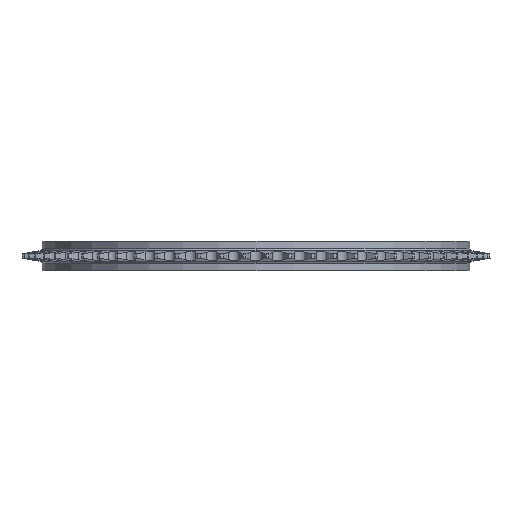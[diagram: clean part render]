
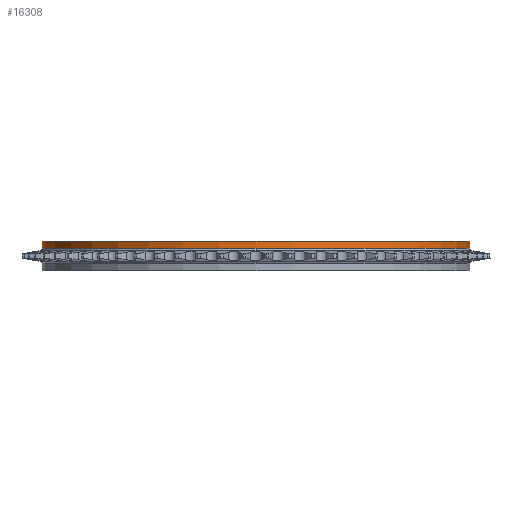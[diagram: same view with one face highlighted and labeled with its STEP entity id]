
A CAD part, front view. The second image highlights one B-rep face of the part: STEP entity #16308.
In plain terms, the highlighted cylindrical face has radius 91.183 mm (diameter 182.366 mm), a partial arc.
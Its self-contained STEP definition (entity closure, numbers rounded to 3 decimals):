
#63 = VERTEX_POINT ( 'NONE', #24082 ) ;
#1036 = ORIENTED_EDGE ( 'NONE', *, *, #3072, .T. ) ;
#3072 = EDGE_CURVE ( 'NONE', #13966, #22272, #6422, .T. ) ;
#5039 = DIRECTION ( 'NONE',  ( 0., -1., 0. ) ) ;
#5040 = VECTOR ( 'NONE', #25914, 1000. ) ;
#5152 = CARTESIAN_POINT ( 'NONE',  ( -91.183, 0., 6.35 ) ) ;
#5360 = AXIS2_PLACEMENT_3D ( 'NONE', #22144, #8045, #5039 ) ;
#5530 = VERTEX_POINT ( 'NONE', #21486 ) ;
#6422 = CIRCLE ( 'NONE', #5360, 91.183 ) ;
#6679 = DIRECTION ( 'NONE',  ( 1., 0., 0. ) ) ;
#6822 = VERTEX_POINT ( 'NONE', #19455 ) ;
#6931 = DIRECTION ( 'NONE',  ( 0., -1., 0. ) ) ;
#7289 = ORIENTED_EDGE ( 'NONE', *, *, #18589, .T. ) ;
#7825 = LINE ( 'NONE', #5152, #5040 ) ;
#8045 = DIRECTION ( 'NONE',  ( 0., 0., 1. ) ) ;
#9176 = ORIENTED_EDGE ( 'NONE', *, *, #26856, .T. ) ;
#9490 = CARTESIAN_POINT ( 'NONE',  ( 0., -91.183, 3.228 ) ) ;
#10239 = AXIS2_PLACEMENT_3D ( 'NONE', #23137, #25470, #30656 ) ;
#11936 = ORIENTED_EDGE ( 'NONE', *, *, #17662, .F. ) ;
#11948 = CARTESIAN_POINT ( 'NONE',  ( 0., 0., 3.228 ) ) ;
#12028 = DIRECTION ( 'NONE',  ( 0., 0., 1. ) ) ;
#12251 = CIRCLE ( 'NONE', #20274, 91.183 ) ;
#13891 = DIRECTION ( 'NONE',  ( 0., 0., -1. ) ) ;
#13908 = CIRCLE ( 'NONE', #20327, 91.183 ) ;
#13966 = VERTEX_POINT ( 'NONE', #9490 ) ;
#14683 = CARTESIAN_POINT ( 'NONE',  ( 91.183, 0., 3.228 ) ) ;
#16308 = ADVANCED_FACE ( 'NONE', ( #22638 ), #17917, .T. ) ;
#17583 = ORIENTED_EDGE ( 'NONE', *, *, #30397, .F. ) ;
#17662 = EDGE_CURVE ( 'NONE', #5530, #22272, #26460, .T. ) ;
#17917 = CYLINDRICAL_SURFACE ( 'NONE', #10239, 91.183 ) ;
#18589 = EDGE_CURVE ( 'NONE', #63, #13966, #12251, .T. ) ;
#19063 = CARTESIAN_POINT ( 'NONE',  ( 91.183, 0., 6.35 ) ) ;
#19455 = CARTESIAN_POINT ( 'NONE',  ( -91.183, 0., 6.35 ) ) ;
#20274 = AXIS2_PLACEMENT_3D ( 'NONE', #11948, #32406, #6931 ) ;
#20327 = AXIS2_PLACEMENT_3D ( 'NONE', #21601, #12028, #6679 ) ;
#20719 = VECTOR ( 'NONE', #13891, 1000. ) ;
#21486 = CARTESIAN_POINT ( 'NONE',  ( 91.183, 0., 6.35 ) ) ;
#21601 = CARTESIAN_POINT ( 'NONE',  ( 0., 0., 6.35 ) ) ;
#22144 = CARTESIAN_POINT ( 'NONE',  ( 0., 0., 3.228 ) ) ;
#22272 = VERTEX_POINT ( 'NONE', #14683 ) ;
#22638 = FACE_OUTER_BOUND ( 'NONE', #24939, .T. ) ;
#23137 = CARTESIAN_POINT ( 'NONE',  ( 0., 0., 6.35 ) ) ;
#24082 = CARTESIAN_POINT ( 'NONE',  ( -91.183, 0., 3.228 ) ) ;
#24939 = EDGE_LOOP ( 'NONE', ( #11936, #17583, #9176, #7289, #1036 ) ) ;
#25470 = DIRECTION ( 'NONE',  ( 0., 0., -1. ) ) ;
#25914 = DIRECTION ( 'NONE',  ( 0., 0., -1. ) ) ;
#26460 = LINE ( 'NONE', #19063, #20719 ) ;
#26856 = EDGE_CURVE ( 'NONE', #6822, #63, #7825, .T. ) ;
#30397 = EDGE_CURVE ( 'NONE', #6822, #5530, #13908, .T. ) ;
#30656 = DIRECTION ( 'NONE',  ( -1., 0., 0. ) ) ;
#32406 = DIRECTION ( 'NONE',  ( 0., 0., 1. ) ) ;
